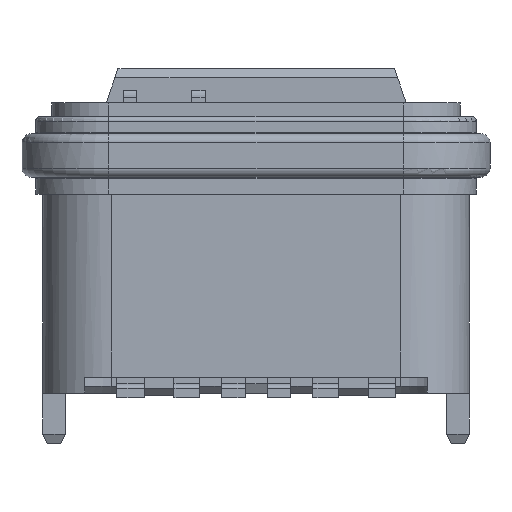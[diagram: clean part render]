
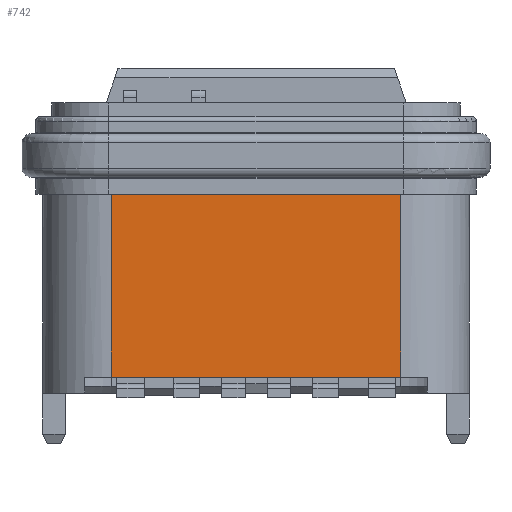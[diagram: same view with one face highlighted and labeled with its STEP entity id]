
A CAD part, front view. The second image highlights one B-rep face of the part: STEP entity #742.
In plain terms, the highlighted planar face has unit normal (0, -1, 0).
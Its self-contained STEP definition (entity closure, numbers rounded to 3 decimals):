
#742=ADVANCED_FACE('',(#2054),#1485,.F.);
#1485=PLANE('',#13876);
#2054=FACE_OUTER_BOUND('',#2785,.T.);
#2785=EDGE_LOOP('',(#3707,#3708,#3709,#3710));
#3707=ORIENTED_EDGE('',*,*,#8896,.F.);
#3708=ORIENTED_EDGE('',*,*,#8897,.T.);
#3709=ORIENTED_EDGE('',*,*,#8898,.F.);
#3710=ORIENTED_EDGE('',*,*,#8899,.T.);
#7601=VERTEX_POINT('',#18675);
#7602=VERTEX_POINT('',#18676);
#7603=VERTEX_POINT('',#18678);
#7604=VERTEX_POINT('',#18680);
#8896=EDGE_CURVE('',#7601,#7602,#10842,.T.);
#8897=EDGE_CURVE('',#7601,#7603,#10843,.T.);
#8898=EDGE_CURVE('',#7604,#7603,#10844,.T.);
#8899=EDGE_CURVE('',#7604,#7602,#10845,.T.);
#10842=LINE('',#18674,#12400);
#10843=LINE('',#18677,#12401);
#10844=LINE('',#18679,#12402);
#10845=LINE('',#18681,#12403);
#12400=VECTOR('',#15023,1.);
#12401=VECTOR('',#15024,1.);
#12402=VECTOR('',#15025,1.);
#12403=VECTOR('',#15026,1.);
#13876=AXIS2_PLACEMENT_3D('',#18682,#15027,#15028);
#15023=DIRECTION('',(-1.,0.,0.));
#15024=DIRECTION('',(0.,0.,1.));
#15025=DIRECTION('',(1.,0.,0.));
#15026=DIRECTION('',(0.,0.,-1.));
#15027=DIRECTION('',(0.,1.,0.));
#15028=DIRECTION('',(-1.,0.,0.));
#18674=CARTESIAN_POINT('',(-162.205,-2.99,1.75));
#18675=CARTESIAN_POINT('',(-162.785,-2.99,1.75));
#18676=CARTESIAN_POINT('',(-169.125,-2.99,1.75));
#18677=CARTESIAN_POINT('',(-162.785,-2.99,5.75));
#18678=CARTESIAN_POINT('',(-162.785,-2.99,5.75));
#18679=CARTESIAN_POINT('',(-169.304,-2.99,5.75));
#18680=CARTESIAN_POINT('',(-169.125,-2.99,5.75));
#18681=CARTESIAN_POINT('',(-169.125,-2.99,1.82));
#18682=CARTESIAN_POINT('',(-169.304,-2.99,1.82));
